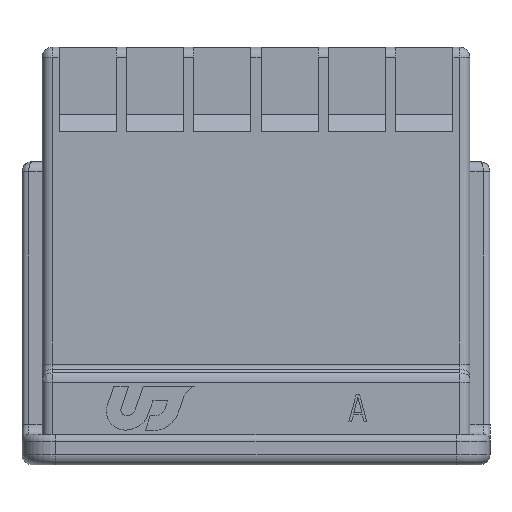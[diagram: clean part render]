
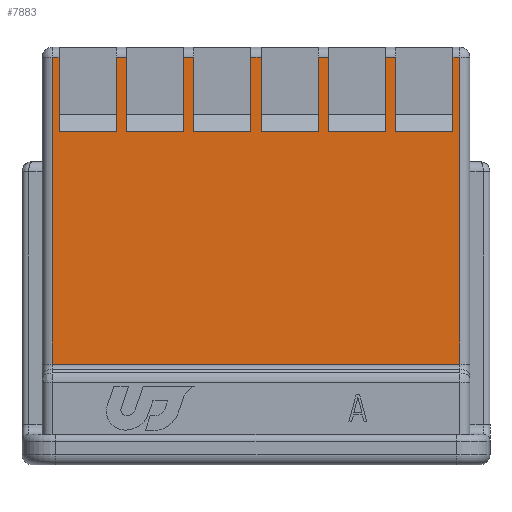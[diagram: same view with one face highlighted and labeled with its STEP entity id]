
A CAD part, front view. The second image highlights one B-rep face of the part: STEP entity #7883.
In plain terms, the highlighted planar face has unit normal (0, -1, 0).
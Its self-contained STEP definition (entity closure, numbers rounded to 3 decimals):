
#215=DIRECTION('',(0.,0.,1.));
#216=VECTOR('',#215,2.2);
#217=CARTESIAN_POINT('',(5.85,-1.85,-2.5));
#218=LINE('',#217,#216);
#227=DIRECTION('',(1.,0.,0.));
#228=VECTOR('',#227,0.2);
#229=CARTESIAN_POINT('',(5.85,-1.85,-0.3));
#230=LINE('',#229,#228);
#240=DIRECTION('',(0.,0.,1.));
#241=VECTOR('',#240,2.2);
#242=CARTESIAN_POINT('',(-5.85,-1.85,-2.5));
#243=LINE('',#242,#241);
#244=DIRECTION('',(-1.,0.,0.));
#245=VECTOR('',#244,1.7);
#246=CARTESIAN_POINT('',(-4.15,-1.85,-2.5));
#247=LINE('',#246,#245);
#248=DIRECTION('',(0.,0.,1.));
#249=VECTOR('',#248,2.2);
#250=CARTESIAN_POINT('',(-3.85,-1.85,-2.5));
#251=LINE('',#250,#249);
#252=DIRECTION('',(-1.,0.,0.));
#253=VECTOR('',#252,1.7);
#254=CARTESIAN_POINT('',(-2.15,-1.85,-2.5));
#255=LINE('',#254,#253);
#256=DIRECTION('',(0.,0.,1.));
#257=VECTOR('',#256,2.2);
#258=CARTESIAN_POINT('',(-1.85,-1.85,-2.5));
#259=LINE('',#258,#257);
#260=DIRECTION('',(-1.,0.,0.));
#261=VECTOR('',#260,1.7);
#262=CARTESIAN_POINT('',(-0.15,-1.85,-2.5));
#263=LINE('',#262,#261);
#264=DIRECTION('',(0.,0.,1.));
#265=VECTOR('',#264,2.2);
#266=CARTESIAN_POINT('',(0.15,-1.85,-2.5));
#267=LINE('',#266,#265);
#268=DIRECTION('',(-1.,0.,0.));
#269=VECTOR('',#268,1.7);
#270=CARTESIAN_POINT('',(1.85,-1.85,-2.5));
#271=LINE('',#270,#269);
#272=DIRECTION('',(0.,0.,1.));
#273=VECTOR('',#272,2.2);
#274=CARTESIAN_POINT('',(2.15,-1.85,-2.5));
#275=LINE('',#274,#273);
#276=DIRECTION('',(-1.,0.,0.));
#277=VECTOR('',#276,1.7);
#278=CARTESIAN_POINT('',(3.85,-1.85,-2.5));
#279=LINE('',#278,#277);
#280=DIRECTION('',(0.,0.,1.));
#281=VECTOR('',#280,2.2);
#282=CARTESIAN_POINT('',(4.15,-1.85,-2.5));
#283=LINE('',#282,#281);
#284=DIRECTION('',(-1.,0.,0.));
#285=VECTOR('',#284,1.7);
#286=CARTESIAN_POINT('',(5.85,-1.85,-2.5));
#287=LINE('',#286,#285);
#292=DIRECTION('',(0.,0.,-1.));
#293=VECTOR('',#292,9.109);
#294=CARTESIAN_POINT('',(6.05,-1.85,-0.3));
#295=LINE('',#294,#293);
#3593=DIRECTION('',(-1.,0.,0.));
#3594=VECTOR('',#3593,12.1);
#3595=CARTESIAN_POINT('',(6.05,-1.85,-9.409));
#3596=LINE('',#3595,#3594);
#4181=DIRECTION('',(0.,0.,1.));
#4182=VECTOR('',#4181,9.109);
#4183=CARTESIAN_POINT('',(-6.05,-1.85,-9.409));
#4184=LINE('',#4183,#4182);
#4208=DIRECTION('',(1.,0.,0.));
#4209=VECTOR('',#4208,0.2);
#4210=CARTESIAN_POINT('',(-6.05,-1.85,-0.3));
#4211=LINE('',#4210,#4209);
#4230=DIRECTION('',(0.,0.,1.));
#4231=VECTOR('',#4230,2.2);
#4232=CARTESIAN_POINT('',(-4.15,-1.85,-2.5));
#4233=LINE('',#4232,#4231);
#4246=DIRECTION('',(1.,0.,0.));
#4247=VECTOR('',#4246,0.3);
#4248=CARTESIAN_POINT('',(-4.15,-1.85,-0.3));
#4249=LINE('',#4248,#4247);
#4268=DIRECTION('',(0.,0.,1.));
#4269=VECTOR('',#4268,2.2);
#4270=CARTESIAN_POINT('',(-2.15,-1.85,-2.5));
#4271=LINE('',#4270,#4269);
#4284=DIRECTION('',(1.,0.,0.));
#4285=VECTOR('',#4284,0.3);
#4286=CARTESIAN_POINT('',(-2.15,-1.85,-0.3));
#4287=LINE('',#4286,#4285);
#4306=DIRECTION('',(0.,0.,1.));
#4307=VECTOR('',#4306,2.2);
#4308=CARTESIAN_POINT('',(-0.15,-1.85,-2.5));
#4309=LINE('',#4308,#4307);
#4322=DIRECTION('',(1.,0.,0.));
#4323=VECTOR('',#4322,0.3);
#4324=CARTESIAN_POINT('',(-0.15,-1.85,-0.3));
#4325=LINE('',#4324,#4323);
#4344=DIRECTION('',(0.,0.,1.));
#4345=VECTOR('',#4344,2.2);
#4346=CARTESIAN_POINT('',(1.85,-1.85,-2.5));
#4347=LINE('',#4346,#4345);
#4360=DIRECTION('',(1.,0.,0.));
#4361=VECTOR('',#4360,0.3);
#4362=CARTESIAN_POINT('',(1.85,-1.85,-0.3));
#4363=LINE('',#4362,#4361);
#4382=DIRECTION('',(0.,0.,1.));
#4383=VECTOR('',#4382,2.2);
#4384=CARTESIAN_POINT('',(3.85,-1.85,-2.5));
#4385=LINE('',#4384,#4383);
#4398=DIRECTION('',(1.,0.,0.));
#4399=VECTOR('',#4398,0.3);
#4400=CARTESIAN_POINT('',(3.85,-1.85,-0.3));
#4401=LINE('',#4400,#4399);
#5703=CARTESIAN_POINT('',(6.05,-1.85,-0.3));
#5704=CARTESIAN_POINT('',(6.05,-1.85,-9.409));
#5705=VERTEX_POINT('',#5703);
#5706=VERTEX_POINT('',#5704);
#5707=CARTESIAN_POINT('',(5.85,-1.85,-0.3));
#5708=VERTEX_POINT('',#5707);
#5709=CARTESIAN_POINT('',(5.85,-1.85,-2.5));
#5710=VERTEX_POINT('',#5709);
#5711=CARTESIAN_POINT('',(4.15,-1.85,-2.5));
#5712=VERTEX_POINT('',#5711);
#5713=CARTESIAN_POINT('',(4.15,-1.85,-0.3));
#5714=VERTEX_POINT('',#5713);
#5715=CARTESIAN_POINT('',(3.85,-1.85,-0.3));
#5716=VERTEX_POINT('',#5715);
#5717=CARTESIAN_POINT('',(3.85,-1.85,-2.5));
#5718=VERTEX_POINT('',#5717);
#5719=CARTESIAN_POINT('',(2.15,-1.85,-2.5));
#5720=VERTEX_POINT('',#5719);
#5721=CARTESIAN_POINT('',(2.15,-1.85,-0.3));
#5722=VERTEX_POINT('',#5721);
#5723=CARTESIAN_POINT('',(1.85,-1.85,-0.3));
#5724=VERTEX_POINT('',#5723);
#5725=CARTESIAN_POINT('',(1.85,-1.85,-2.5));
#5726=VERTEX_POINT('',#5725);
#5727=CARTESIAN_POINT('',(0.15,-1.85,-2.5));
#5728=VERTEX_POINT('',#5727);
#5729=CARTESIAN_POINT('',(0.15,-1.85,-0.3));
#5730=VERTEX_POINT('',#5729);
#5731=CARTESIAN_POINT('',(-0.15,-1.85,-0.3));
#5732=VERTEX_POINT('',#5731);
#5733=CARTESIAN_POINT('',(-0.15,-1.85,-2.5));
#5734=VERTEX_POINT('',#5733);
#5735=CARTESIAN_POINT('',(-1.85,-1.85,-2.5));
#5736=VERTEX_POINT('',#5735);
#5737=CARTESIAN_POINT('',(-1.85,-1.85,-0.3));
#5738=VERTEX_POINT('',#5737);
#5739=CARTESIAN_POINT('',(-2.15,-1.85,-0.3));
#5740=VERTEX_POINT('',#5739);
#5741=CARTESIAN_POINT('',(-2.15,-1.85,-2.5));
#5742=VERTEX_POINT('',#5741);
#5743=CARTESIAN_POINT('',(-3.85,-1.85,-2.5));
#5744=VERTEX_POINT('',#5743);
#5745=CARTESIAN_POINT('',(-3.85,-1.85,-0.3));
#5746=VERTEX_POINT('',#5745);
#5747=CARTESIAN_POINT('',(-4.15,-1.85,-0.3));
#5748=VERTEX_POINT('',#5747);
#5749=CARTESIAN_POINT('',(-4.15,-1.85,-2.5));
#5750=VERTEX_POINT('',#5749);
#5751=CARTESIAN_POINT('',(-5.85,-1.85,-2.5));
#5752=VERTEX_POINT('',#5751);
#5753=CARTESIAN_POINT('',(-5.85,-1.85,-0.3));
#5754=VERTEX_POINT('',#5753);
#5755=CARTESIAN_POINT('',(-6.05,-1.85,-0.3));
#5756=VERTEX_POINT('',#5755);
#5757=CARTESIAN_POINT('',(-6.05,-1.85,-9.409));
#5758=VERTEX_POINT('',#5757);
#7824=CARTESIAN_POINT('',(-6.35,-1.85,0.));
#7825=DIRECTION('',(0.,-1.,0.));
#7826=DIRECTION('',(-1.,0.,0.));
#7827=AXIS2_PLACEMENT_3D('',#7824,#7825,#7826);
#7828=PLANE('',#7827);
#7830=ORIENTED_EDGE('',*,*,#7829,.T.);
#7832=ORIENTED_EDGE('',*,*,#7831,.T.);
#7834=ORIENTED_EDGE('',*,*,#7833,.T.);
#7836=ORIENTED_EDGE('',*,*,#7835,.T.);
#7838=ORIENTED_EDGE('',*,*,#7837,.F.);
#7840=ORIENTED_EDGE('',*,*,#7839,.F.);
#7842=ORIENTED_EDGE('',*,*,#7841,.T.);
#7844=ORIENTED_EDGE('',*,*,#7843,.T.);
#7846=ORIENTED_EDGE('',*,*,#7845,.F.);
#7848=ORIENTED_EDGE('',*,*,#7847,.F.);
#7850=ORIENTED_EDGE('',*,*,#7849,.T.);
#7852=ORIENTED_EDGE('',*,*,#7851,.T.);
#7854=ORIENTED_EDGE('',*,*,#7853,.F.);
#7856=ORIENTED_EDGE('',*,*,#7855,.F.);
#7858=ORIENTED_EDGE('',*,*,#7857,.T.);
#7860=ORIENTED_EDGE('',*,*,#7859,.T.);
#7862=ORIENTED_EDGE('',*,*,#7861,.F.);
#7864=ORIENTED_EDGE('',*,*,#7863,.F.);
#7866=ORIENTED_EDGE('',*,*,#7865,.T.);
#7868=ORIENTED_EDGE('',*,*,#7867,.T.);
#7870=ORIENTED_EDGE('',*,*,#7869,.F.);
#7872=ORIENTED_EDGE('',*,*,#7871,.F.);
#7874=ORIENTED_EDGE('',*,*,#7873,.T.);
#7876=ORIENTED_EDGE('',*,*,#7875,.T.);
#7877=ORIENTED_EDGE('',*,*,#7774,.F.);
#7878=ORIENTED_EDGE('',*,*,#7789,.F.);
#7879=ORIENTED_EDGE('',*,*,#7803,.T.);
#7880=ORIENTED_EDGE('',*,*,#7815,.T.);
#7881=EDGE_LOOP('',(#7830,#7832,#7834,#7836,#7838,#7840,#7842,#7844,#7846,#7848,
#7850,#7852,#7854,#7856,#7858,#7860,#7862,#7864,#7866,#7868,#7870,#7872,#7874,
#7876,#7877,#7878,#7879,#7880));
#7882=FACE_OUTER_BOUND('',#7881,.F.);
#7883=ADVANCED_FACE('',(#7882),#7828,.T.);
#7774=EDGE_CURVE('',#5712,#5714,#283,.T.);
#7789=EDGE_CURVE('',#5710,#5712,#287,.T.);
#7803=EDGE_CURVE('',#5710,#5708,#218,.T.);
#7815=EDGE_CURVE('',#5708,#5705,#230,.T.);
#7829=EDGE_CURVE('',#5705,#5706,#295,.T.);
#7831=EDGE_CURVE('',#5706,#5758,#3596,.T.);
#7833=EDGE_CURVE('',#5758,#5756,#4184,.T.);
#7835=EDGE_CURVE('',#5756,#5754,#4211,.T.);
#7837=EDGE_CURVE('',#5752,#5754,#243,.T.);
#7839=EDGE_CURVE('',#5750,#5752,#247,.T.);
#7841=EDGE_CURVE('',#5750,#5748,#4233,.T.);
#7843=EDGE_CURVE('',#5748,#5746,#4249,.T.);
#7845=EDGE_CURVE('',#5744,#5746,#251,.T.);
#7847=EDGE_CURVE('',#5742,#5744,#255,.T.);
#7849=EDGE_CURVE('',#5742,#5740,#4271,.T.);
#7851=EDGE_CURVE('',#5740,#5738,#4287,.T.);
#7853=EDGE_CURVE('',#5736,#5738,#259,.T.);
#7855=EDGE_CURVE('',#5734,#5736,#263,.T.);
#7857=EDGE_CURVE('',#5734,#5732,#4309,.T.);
#7859=EDGE_CURVE('',#5732,#5730,#4325,.T.);
#7861=EDGE_CURVE('',#5728,#5730,#267,.T.);
#7863=EDGE_CURVE('',#5726,#5728,#271,.T.);
#7865=EDGE_CURVE('',#5726,#5724,#4347,.T.);
#7867=EDGE_CURVE('',#5724,#5722,#4363,.T.);
#7869=EDGE_CURVE('',#5720,#5722,#275,.T.);
#7871=EDGE_CURVE('',#5718,#5720,#279,.T.);
#7873=EDGE_CURVE('',#5718,#5716,#4385,.T.);
#7875=EDGE_CURVE('',#5716,#5714,#4401,.T.);
